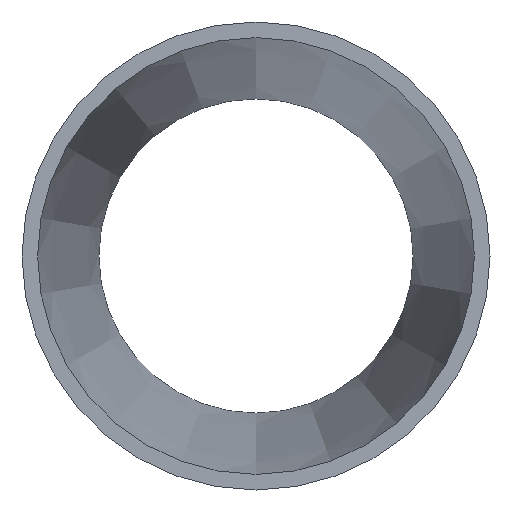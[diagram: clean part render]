
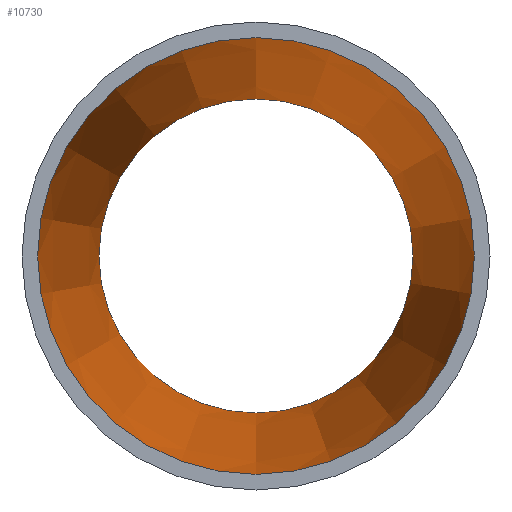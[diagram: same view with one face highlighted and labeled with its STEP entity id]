
A CAD part, front view. The second image highlights one B-rep face of the part: STEP entity #10730.
In plain terms, the highlighted conical face has half-angle 5.934 degrees and reference radius 28.139 mm.
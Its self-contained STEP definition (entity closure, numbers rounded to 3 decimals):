
#491 = CARTESIAN_POINT ( 'NONE',  ( 0., 0., -28.139 ) ) ;
#1032 = AXIS2_PLACEMENT_3D ( 'NONE', #1884, #2092, #20786 ) ;
#1884 = CARTESIAN_POINT ( 'NONE',  ( 0., 0., 0. ) ) ;
#2070 = VERTEX_POINT ( 'NONE', #491 ) ;
#2092 = DIRECTION ( 'NONE',  ( 0., -1., 0. ) ) ;
#2129 = EDGE_LOOP ( 'NONE', ( #21463 ) ) ;
#4413 = EDGE_CURVE ( 'NONE', #7148, #7148, #17480, .T. ) ;
#5059 = DIRECTION ( 'NONE',  ( 0., 0., -1. ) ) ;
#6075 = EDGE_CURVE ( 'NONE', #2070, #2070, #18560, .T. ) ;
#6953 = FACE_BOUND ( 'NONE', #8934, .T. ) ;
#7148 = VERTEX_POINT ( 'NONE', #20761 ) ;
#8934 = EDGE_LOOP ( 'NONE', ( #17092 ) ) ;
#9089 = DIRECTION ( 'NONE',  ( 0., -1., 0. ) ) ;
#9227 = AXIS2_PLACEMENT_3D ( 'NONE', #22137, #11814, #5059 ) ;
#10730 = ADVANCED_FACE ( 'NONE', ( #6953, #17052 ), #21155, .F. ) ;
#10763 = DIRECTION ( 'NONE',  ( 0., 0., -1. ) ) ;
#11039 = AXIS2_PLACEMENT_3D ( 'NONE', #12128, #9089, #10763 ) ;
#11814 = DIRECTION ( 'NONE',  ( 0., -1., 0. ) ) ;
#12128 = CARTESIAN_POINT ( 'NONE',  ( 0., 76., 0. ) ) ;
#17052 = FACE_OUTER_BOUND ( 'NONE', #2129, .T. ) ;
#17092 = ORIENTED_EDGE ( 'NONE', *, *, #4413, .F. ) ;
#17480 = CIRCLE ( 'NONE', #11039, 20.239 ) ;
#18560 = CIRCLE ( 'NONE', #9227, 28.139 ) ;
#20761 = CARTESIAN_POINT ( 'NONE',  ( 0., 76., -20.239 ) ) ;
#20786 = DIRECTION ( 'NONE',  ( 0., 0., -1. ) ) ;
#21155 = CONICAL_SURFACE ( 'NONE', #1032, 28.139, 0.104 ) ;
#21463 = ORIENTED_EDGE ( 'NONE', *, *, #6075, .T. ) ;
#22137 = CARTESIAN_POINT ( 'NONE',  ( 0., 0., 0. ) ) ;
